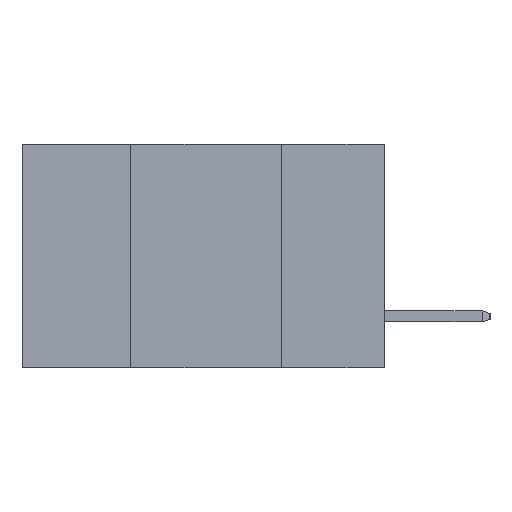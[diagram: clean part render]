
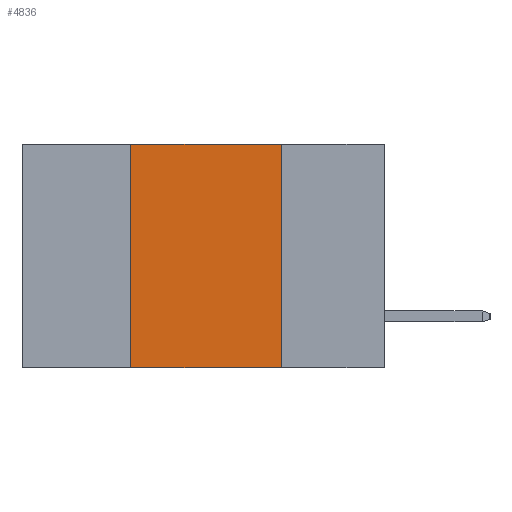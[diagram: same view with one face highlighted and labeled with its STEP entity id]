
A CAD part, left-side view. The second image highlights one B-rep face of the part: STEP entity #4836.
In plain terms, the highlighted planar face has unit normal (-1, 0, 0).
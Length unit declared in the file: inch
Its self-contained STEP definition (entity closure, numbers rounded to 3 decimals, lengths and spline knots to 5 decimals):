
#159 = CARTESIAN_POINT ( 'NONE',  ( 0., 0.42, -0.37 ) ) ;
#1470 = VECTOR ( 'NONE', #3684, 39.37008 ) ;
#1731 = VECTOR ( 'NONE', #12759, 39.37008 ) ;
#1759 = ORIENTED_EDGE ( 'NONE', *, *, #10485, .F. ) ;
#2047 = CARTESIAN_POINT ( 'NONE',  ( 0., 0.42, 0. ) ) ;
#2336 = ORIENTED_EDGE ( 'NONE', *, *, #7190, .T. ) ;
#3049 = EDGE_CURVE ( 'NONE', #6708, #4326, #17542, .T. ) ;
#3684 = DIRECTION ( 'NONE',  ( 0., -1., 0. ) ) ;
#3692 = VECTOR ( 'NONE', #16344, 39.37008 ) ;
#4326 = VERTEX_POINT ( 'NONE', #14775 ) ;
#4836 = ADVANCED_FACE ( 'NONE', ( #5297 ), #13147, .F. ) ;
#5024 = LINE ( 'NONE', #5392, #3692 ) ;
#5245 = LINE ( 'NONE', #13335, #1470 ) ;
#5297 = FACE_OUTER_BOUND ( 'NONE', #7422, .T. ) ;
#5392 = CARTESIAN_POINT ( 'NONE',  ( 0., 0.17, 0. ) ) ;
#6708 = VERTEX_POINT ( 'NONE', #159 ) ;
#7190 = EDGE_CURVE ( 'NONE', #6708, #13962, #5245, .T. ) ;
#7342 = CARTESIAN_POINT ( 'NONE',  ( 0., 0.17, 0. ) ) ;
#7422 = EDGE_LOOP ( 'NONE', ( #14368, #1759, #14982, #2336 ) ) ;
#7638 = CARTESIAN_POINT ( 'NONE',  ( 0., 0.17, -0.37 ) ) ;
#9526 = VERTEX_POINT ( 'NONE', #7342 ) ;
#10046 = CARTESIAN_POINT ( 'NONE',  ( 0., 0.6, 0. ) ) ;
#10485 = EDGE_CURVE ( 'NONE', #4326, #9526, #12388, .T. ) ;
#12296 = DIRECTION ( 'NONE',  ( 0., 0., -1. ) ) ;
#12388 = LINE ( 'NONE', #10046, #1731 ) ;
#12610 = DIRECTION ( 'NONE',  ( 0., 0., 1. ) ) ;
#12746 = DIRECTION ( 'NONE',  ( 1., 0., 0. ) ) ;
#12759 = DIRECTION ( 'NONE',  ( 0., -1., 0. ) ) ;
#13014 = CARTESIAN_POINT ( 'NONE',  ( 0., 0.6, 0. ) ) ;
#13147 = PLANE ( 'NONE',  #15189 ) ;
#13335 = CARTESIAN_POINT ( 'NONE',  ( 0., 0.6, -0.37 ) ) ;
#13539 = VECTOR ( 'NONE', #12610, 39.37008 ) ;
#13962 = VERTEX_POINT ( 'NONE', #7638 ) ;
#14183 = EDGE_CURVE ( 'NONE', #9526, #13962, #5024, .T. ) ;
#14368 = ORIENTED_EDGE ( 'NONE', *, *, #14183, .F. ) ;
#14775 = CARTESIAN_POINT ( 'NONE',  ( 0., 0.42, 0. ) ) ;
#14982 = ORIENTED_EDGE ( 'NONE', *, *, #3049, .F. ) ;
#15189 = AXIS2_PLACEMENT_3D ( 'NONE', #13014, #12746, #12296 ) ;
#16344 = DIRECTION ( 'NONE',  ( 0., 0., -1. ) ) ;
#17542 = LINE ( 'NONE', #2047, #13539 ) ;
